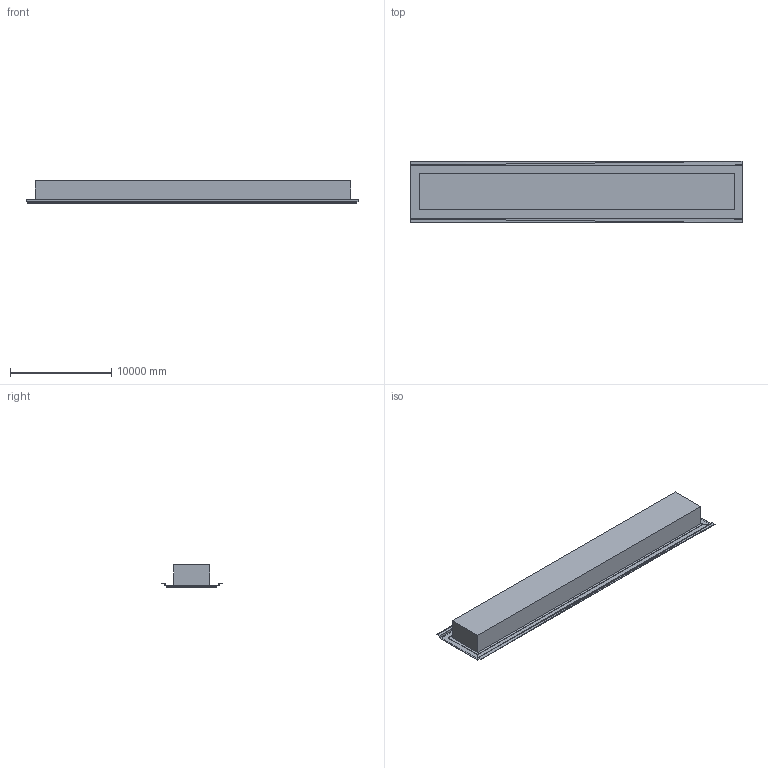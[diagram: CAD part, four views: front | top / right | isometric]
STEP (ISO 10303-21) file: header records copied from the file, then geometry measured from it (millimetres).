
FILE_DESCRIPTION (( 'STEP AP214' ), '1' );
FILE_NAME ('ALD UNI LED 1200 4000K.STEP', '2018-07-14T07:40:18', ( '' ), ( '' ), 'SwSTEP 2.0', 'SolidWorks 2013', '' );
FILE_SCHEMA (( 'AUTOMOTIVE_DESIGN' ));
Length unit declared in the file: millimetre
Products named in the file (1): ALD UNI LED 1200 4000K
Bounding box: 32740.52 x 6045.18 x 2235.21 mm (x, y, z)
Surface area: 1137134996.4 mm2 (no closed solid volume)
Topology: 0 solids, 17 shells, 59 faces, 188 edges, 136 vertices
Faces by surface type: plane 41, bspline 18
Entity records: 2766 total; most frequent: CARTESIAN_POINT 582, DIRECTION 272, ORIENTED_EDGE 240, VECTOR 188, LINE 188, EDGE_CURVE 188, VERTEX_POINT 136, UNCERTAINTY_MEASURE_WITH_UNIT 61
